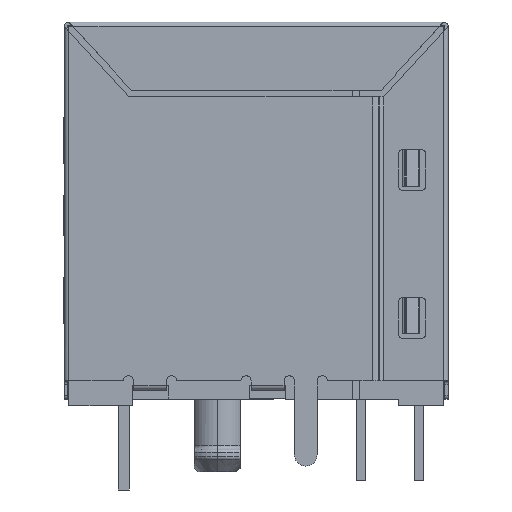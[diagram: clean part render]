
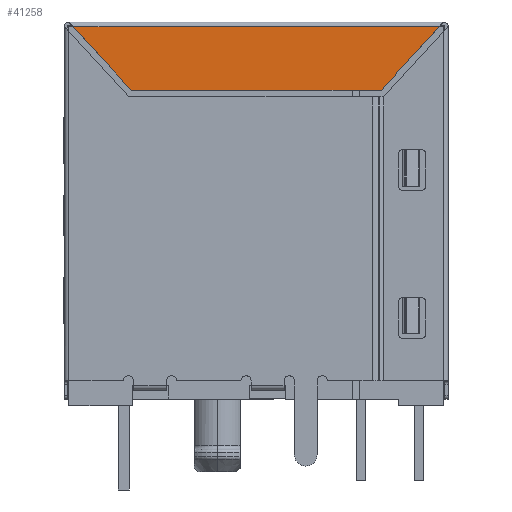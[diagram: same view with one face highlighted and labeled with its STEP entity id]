
A CAD part, left-side view. The second image highlights one B-rep face of the part: STEP entity #41258.
In plain terms, the highlighted planar face has unit normal (-1, 0, 0).
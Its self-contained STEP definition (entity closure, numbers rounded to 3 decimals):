
#18581 = CYLINDRICAL_SURFACE('',#18582,0.2);
#18582 = AXIS2_PLACEMENT_3D('',#18583,#18584,#18585);
#18583 = CARTESIAN_POINT('',(-7.899,8.988,
    16.599));
#18584 = DIRECTION('',(0.,-1.,0.));
#18585 = DIRECTION('',(0.,0.,1.));
#21324 = EDGE_CURVE('',#21325,#21327,#21329,.T.);
#21325 = VERTEX_POINT('',#21326);
#21326 = CARTESIAN_POINT('',(-8.099,8.757,
    16.599));
#21327 = VERTEX_POINT('',#21328);
#21328 = CARTESIAN_POINT('',(-8.099,-7.375,
    16.599));
#21329 = SURFACE_CURVE('',#21330,(#21334,#21341),.PCURVE_S1.);
#21330 = LINE('',#21331,#21332);
#21331 = CARTESIAN_POINT('',(-8.099,8.757,
    16.599));
#21332 = VECTOR('',#21333,1.);
#21333 = DIRECTION('',(0.,-1.,0.));
#21334 = PCURVE('',#18581,#21335);
#21335 = DEFINITIONAL_REPRESENTATION('',(#21336),#21340);
#21336 = LINE('',#21337,#21338);
#21337 = CARTESIAN_POINT('',(1.571,0.231));
#21338 = VECTOR('',#21339,1.);
#21339 = DIRECTION('',(0.,1.));
#21340 = ( GEOMETRIC_REPRESENTATION_CONTEXT(2) 
PARAMETRIC_REPRESENTATION_CONTEXT() REPRESENTATION_CONTEXT('2D SPACE',''
  ) );
#21341 = PCURVE('',#21342,#21347);
#21342 = PLANE('',#21343);
#21343 = AXIS2_PLACEMENT_3D('',#21344,#21345,#21346);
#21344 = CARTESIAN_POINT('',(-8.099,8.94,
    16.799));
#21345 = DIRECTION('',(-1.,0.,0.));
#21346 = DIRECTION('',(0.,-1.,0.));
#21347 = DEFINITIONAL_REPRESENTATION('',(#21348),#21352);
#21348 = LINE('',#21349,#21350);
#21349 = CARTESIAN_POINT('',(0.183,-0.2));
#21350 = VECTOR('',#21351,1.);
#21351 = DIRECTION('',(1.,0.));
#21352 = ( GEOMETRIC_REPRESENTATION_CONTEXT(2) 
PARAMETRIC_REPRESENTATION_CONTEXT() REPRESENTATION_CONTEXT('2D SPACE',''
  ) );
#21391 = PLANE('',#21392);
#21392 = AXIS2_PLACEMENT_3D('',#21393,#21394,#21395);
#21393 = CARTESIAN_POINT('',(-8.099,-4.809,
    13.799));
#21394 = DIRECTION('',(0.,-0.737,
    -0.676));
#21395 = DIRECTION('',(0.,-0.676,
    0.737));
#21441 = PLANE('',#21442);
#21442 = AXIS2_PLACEMENT_3D('',#21443,#21444,#21445);
#21443 = CARTESIAN_POINT('',(-8.099,8.94,
    16.799));
#21444 = DIRECTION('',(0.,0.737,-0.676
    ));
#21445 = DIRECTION('',(0.,-0.676,
    -0.737));
#41258 = ADVANCED_FACE('',(#41259),#21342,.T.);
#41259 = FACE_BOUND('',#41260,.T.);
#41260 = EDGE_LOOP('',(#41261,#41291,#41312,#41313));
#41261 = ORIENTED_EDGE('',*,*,#41262,.T.);
#41262 = EDGE_CURVE('',#41263,#41265,#41267,.T.);
#41263 = VERTEX_POINT('',#41264);
#41264 = CARTESIAN_POINT('',(-8.099,6.191,
    13.799));
#41265 = VERTEX_POINT('',#41266);
#41266 = CARTESIAN_POINT('',(-8.099,-4.809,
    13.799));
#41267 = SURFACE_CURVE('',#41268,(#41272,#41279),.PCURVE_S1.);
#41268 = LINE('',#41269,#41270);
#41269 = CARTESIAN_POINT('',(-8.099,6.191,
    13.799));
#41270 = VECTOR('',#41271,1.);
#41271 = DIRECTION('',(0.,-1.,0.));
#41272 = PCURVE('',#21342,#41273);
#41273 = DEFINITIONAL_REPRESENTATION('',(#41274),#41278);
#41274 = LINE('',#41275,#41276);
#41275 = CARTESIAN_POINT('',(2.75,-3.));
#41276 = VECTOR('',#41277,1.);
#41277 = DIRECTION('',(1.,0.));
#41278 = ( GEOMETRIC_REPRESENTATION_CONTEXT(2) 
PARAMETRIC_REPRESENTATION_CONTEXT() REPRESENTATION_CONTEXT('2D SPACE',''
  ) );
#41279 = PCURVE('',#41280,#41285);
#41280 = PLANE('',#41281);
#41281 = AXIS2_PLACEMENT_3D('',#41282,#41283,#41284);
#41282 = CARTESIAN_POINT('',(-8.099,6.191,
    13.799));
#41283 = DIRECTION('',(0.,0.,-1.));
#41284 = DIRECTION('',(0.,-1.,-0.));
#41285 = DEFINITIONAL_REPRESENTATION('',(#41286),#41290);
#41286 = LINE('',#41287,#41288);
#41287 = CARTESIAN_POINT('',(-0.,0.));
#41288 = VECTOR('',#41289,1.);
#41289 = DIRECTION('',(1.,0.));
#41290 = ( GEOMETRIC_REPRESENTATION_CONTEXT(2) 
PARAMETRIC_REPRESENTATION_CONTEXT() REPRESENTATION_CONTEXT('2D SPACE',''
  ) );
#41291 = ORIENTED_EDGE('',*,*,#41292,.F.);
#41292 = EDGE_CURVE('',#21327,#41265,#41293,.T.);
#41293 = SURFACE_CURVE('',#41294,(#41298,#41305),.PCURVE_S1.);
#41294 = LINE('',#41295,#41296);
#41295 = CARTESIAN_POINT('',(-8.099,-7.375,
    16.599));
#41296 = VECTOR('',#41297,1.);
#41297 = DIRECTION('',(0.,0.676,-0.737
    ));
#41298 = PCURVE('',#21342,#41299);
#41299 = DEFINITIONAL_REPRESENTATION('',(#41300),#41304);
#41300 = LINE('',#41301,#41302);
#41301 = CARTESIAN_POINT('',(16.316,-0.2));
#41302 = VECTOR('',#41303,1.);
#41303 = DIRECTION('',(-0.676,-0.737));
#41304 = ( GEOMETRIC_REPRESENTATION_CONTEXT(2) 
PARAMETRIC_REPRESENTATION_CONTEXT() REPRESENTATION_CONTEXT('2D SPACE',''
  ) );
#41305 = PCURVE('',#21391,#41306);
#41306 = DEFINITIONAL_REPRESENTATION('',(#41307),#41311);
#41307 = LINE('',#41308,#41309);
#41308 = CARTESIAN_POINT('',(3.798,0.));
#41309 = VECTOR('',#41310,1.);
#41310 = DIRECTION('',(-1.,0.));
#41311 = ( GEOMETRIC_REPRESENTATION_CONTEXT(2) 
PARAMETRIC_REPRESENTATION_CONTEXT() REPRESENTATION_CONTEXT('2D SPACE',''
  ) );
#41312 = ORIENTED_EDGE('',*,*,#21324,.F.);
#41313 = ORIENTED_EDGE('',*,*,#41314,.T.);
#41314 = EDGE_CURVE('',#21325,#41263,#41315,.T.);
#41315 = SURFACE_CURVE('',#41316,(#41320,#41327),.PCURVE_S1.);
#41316 = LINE('',#41317,#41318);
#41317 = CARTESIAN_POINT('',(-8.099,8.757,
    16.599));
#41318 = VECTOR('',#41319,1.);
#41319 = DIRECTION('',(0.,-0.676,
    -0.737));
#41320 = PCURVE('',#21342,#41321);
#41321 = DEFINITIONAL_REPRESENTATION('',(#41322),#41326);
#41322 = LINE('',#41323,#41324);
#41323 = CARTESIAN_POINT('',(0.183,-0.2));
#41324 = VECTOR('',#41325,1.);
#41325 = DIRECTION('',(0.676,-0.737));
#41326 = ( GEOMETRIC_REPRESENTATION_CONTEXT(2) 
PARAMETRIC_REPRESENTATION_CONTEXT() REPRESENTATION_CONTEXT('2D SPACE',''
  ) );
#41327 = PCURVE('',#21441,#41328);
#41328 = DEFINITIONAL_REPRESENTATION('',(#41329),#41333);
#41329 = LINE('',#41330,#41331);
#41330 = CARTESIAN_POINT('',(0.271,0.));
#41331 = VECTOR('',#41332,1.);
#41332 = DIRECTION('',(1.,0.));
#41333 = ( GEOMETRIC_REPRESENTATION_CONTEXT(2) 
PARAMETRIC_REPRESENTATION_CONTEXT() REPRESENTATION_CONTEXT('2D SPACE',''
  ) );
